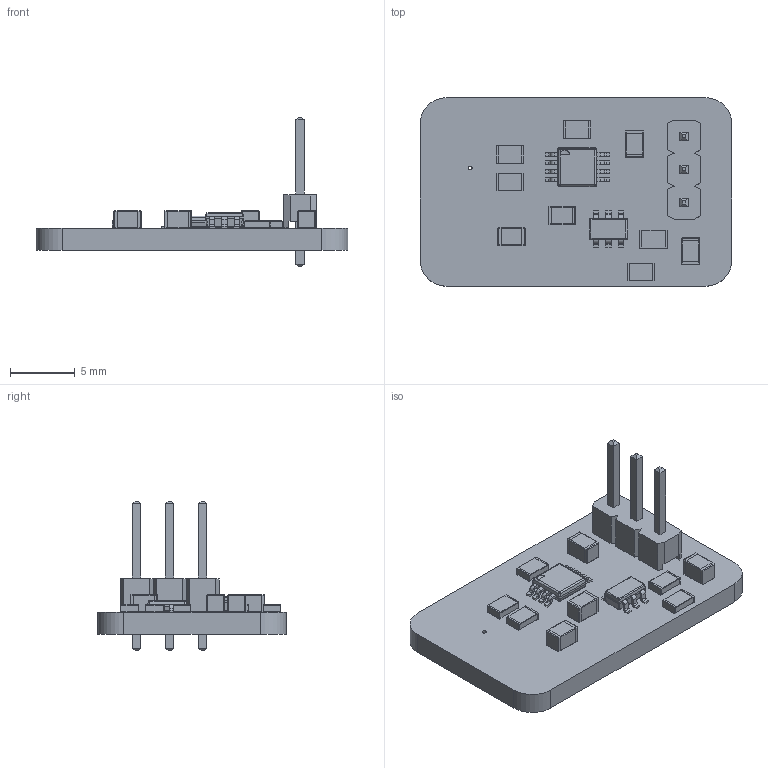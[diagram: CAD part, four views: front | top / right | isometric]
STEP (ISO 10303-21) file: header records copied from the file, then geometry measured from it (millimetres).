
FILE_DESCRIPTION(('Open CASCADE Model'),'2;1');
FILE_NAME('Open CASCADE Shape Model','2025-06-30T14:24:44',('Author'),( 'Open CASCADE'),'Open CASCADE STEP processor 7.5','Open CASCADE 7.5' ,'Unknown');
FILE_SCHEMA(('AUTOMOTIVE_DESIGN { 1 0 10303 214 1 1 1 1 }'));
Length unit declared in the file: millimetre
Products named in the file (47): PCB; Board; Open CASCADE STEP translator 7.5 2.1.1; C4; 6376312848; Terminal; Open CASCADE STEP translator 7.5 2.1.2; Mid Body; Open CASCADE STEP translator 7.5 2.2.1; S2; 61300311121; 6130xx11121_PIN; C3; 6183397600; R3; 6183399280; Open CASCADE STEP translator 7.5 4.2.1; Mark; R2; R4; 6376303568; R5; U1; MUY08A_ASM; BODY_MUY08A; LEAD_MUY08A; EXP_PAD_MUY08A; R1; IC1; 6183399760; BODY-SOT; LEAD-SOT; C2; C1
Assembly tree (67 placements, depth 5):
  PCB
    Board
      Open CASCADE STEP translator 7.5 2.1.1
    C4
      6376312848
        Terminal
          Open CASCADE STEP translator 7.5 2.1.1
          Open CASCADE STEP translator 7.5 2.1.2
        Mid Body
          Open CASCADE STEP translator 7.5 2.2.1
    S2
      61300311121
        61300311121
        6130xx11121_PIN  x3
    C3
      6183397600
        Terminal
          Open CASCADE STEP translator 7.5 2.1.1
          Open CASCADE STEP translator 7.5 2.1.2
        Mid Body
          Open CASCADE STEP translator 7.5 2.2.1
    R3
      6183399280
        Mid Body
        Terminal  x2
          Open CASCADE STEP translator 7.5 4.2.1
        Mark
    R2
      6183399280
        Mid Body
        Terminal  x2
          Open CASCADE STEP translator 7.5 4.2.1
        Mark
    R4
      6376303568
        Mid Body
        Terminal  x2
          Open CASCADE STEP translator 7.5 4.2.1
        Mark
    R5
      6183399280
        Mid Body
        Terminal  x2
          Open CASCADE STEP translator 7.5 4.2.1
        Mark
    U1
      MUY08A_ASM
        BODY_MUY08A
        LEAD_MUY08A  x8
        EXP_PAD_MUY08A
    R1
      6183399280
        Mid Body
        Terminal  x2
          Open CASCADE STEP translator 7.5 4.2.1
        Mark
    IC1
      6183399760
        BODY-SOT
        LEAD-SOT  x6
Bounding box: 24 x 14.5 x 11.54 mm (x, y, z)
Volume: 667.7 mm3; surface area: 1278.5 mm2
Topology: 54 solids, 54 shells, 764 faces, 1827 edges, 1141 vertices
Faces by surface type: plane 530, cylinder 185, sphere 49
Full cylindrical faces by diameter (mm): 0.3 x1, 1.1 x3
Entity records: 11937 total; most frequent: CARTESIAN_POINT 2039, DIRECTION 1823, ORIENTED_EDGE 1702, EDGE_CURVE 851, LINE 639, VECTOR 639, AXIS2_PLACEMENT_3D 592, VERTEX_POINT 533
